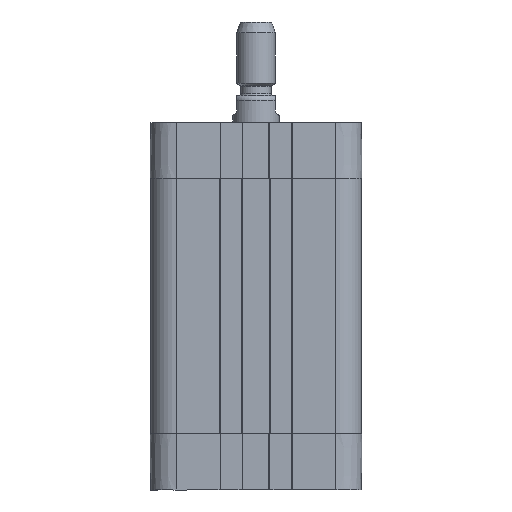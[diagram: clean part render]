
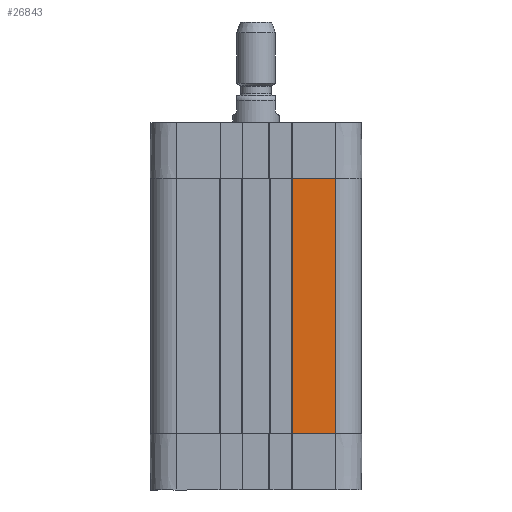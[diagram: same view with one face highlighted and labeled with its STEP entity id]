
A CAD part, front view. The second image highlights one B-rep face of the part: STEP entity #26843.
In plain terms, the highlighted planar face has unit normal (0, -1, 0).
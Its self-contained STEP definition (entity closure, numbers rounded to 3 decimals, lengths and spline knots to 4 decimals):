
#1311=PLANE($,#28052);
#3254=LINE($,#53024,#5245);
#3255=LINE($,#53028,#5246);
#3256=LINE($,#53030,#5247);
#3257=LINE($,#53031,#5248);
#5245=VECTOR($,#32360,6.6);
#5246=VECTOR($,#32365,1.11);
#5247=VECTOR($,#32366,6.6);
#5248=VECTOR($,#32367,1.11);
#8528=FACE_OUTER_BOUND($,#10235,.T.);
#10235=EDGE_LOOP($,(#24853,#24854,#24855,#24856));
#13262=VERTEX_POINT($,#53021);
#13263=VERTEX_POINT($,#53023);
#13264=VERTEX_POINT($,#53027);
#13265=VERTEX_POINT($,#53029);
#17165=EDGE_CURVE($,#13263,#13262,#3254,.T.);
#17167=EDGE_CURVE($,#13262,#13264,#3255,.T.);
#17168=EDGE_CURVE($,#13265,#13264,#3256,.T.);
#17169=EDGE_CURVE($,#13263,#13265,#3257,.T.);
#24853=ORIENTED_EDGE($,*,*,#17167,.T.);
#24854=ORIENTED_EDGE($,*,*,#17168,.F.);
#24855=ORIENTED_EDGE($,*,*,#17169,.F.);
#24856=ORIENTED_EDGE($,*,*,#17165,.T.);
#26843=ADVANCED_FACE($,(#8528),#1311,.T.);
#28052=AXIS2_PLACEMENT_3D($,#53026,#32363,#32364);
#32360=DIRECTION($,(0.,0.,1.));
#32363=DIRECTION('center_axis',(0.,-1.,0.));
#32364=DIRECTION('ref_axis',(0.,0.,-1.));
#32365=DIRECTION($,(-1.,0.,0.));
#32366=DIRECTION($,(0.,0.,1.));
#32367=DIRECTION($,(-1.,0.,0.));
#53021=CARTESIAN_POINT('',(2.05,-2.725,8.05));
#53023=CARTESIAN_POINT('',(2.05,-2.725,1.45));
#53024=CARTESIAN_POINT($,(2.05,-2.725,1.45));
#53026=CARTESIAN_POINT('Origin',(2.05,-2.725,1.45));
#53027=CARTESIAN_POINT('',(0.94,-2.725,8.05));
#53028=CARTESIAN_POINT($,(2.05,-2.725,8.05));
#53029=CARTESIAN_POINT('',(0.94,-2.725,1.45));
#53030=CARTESIAN_POINT($,(0.94,-2.725,1.45));
#53031=CARTESIAN_POINT($,(2.05,-2.725,1.45));
